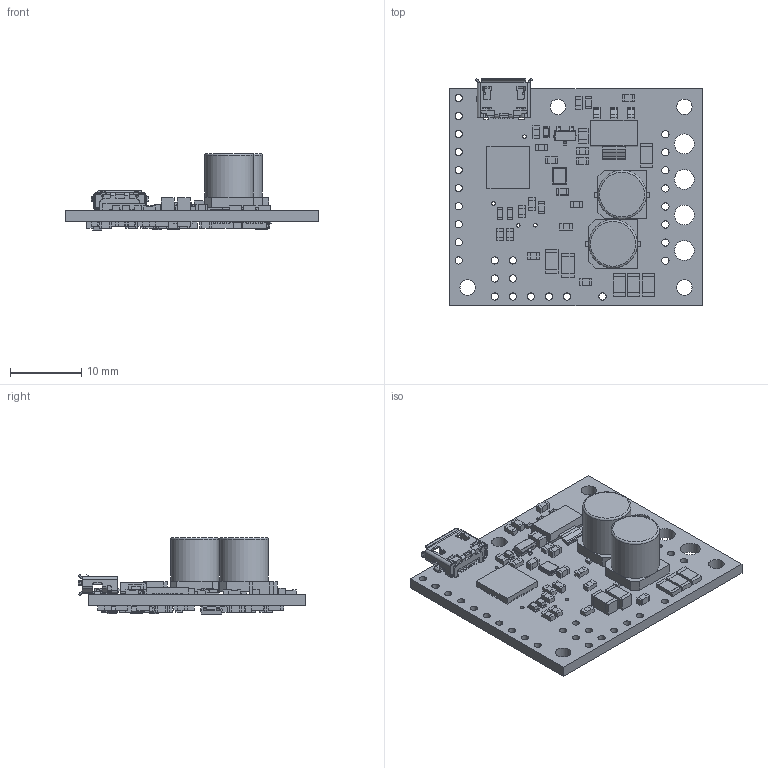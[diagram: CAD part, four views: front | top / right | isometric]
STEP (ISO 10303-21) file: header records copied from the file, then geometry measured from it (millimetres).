
FILE_DESCRIPTION (( 'STEP AP214' ), '1' );
FILE_NAME ('umc05a.step', '2018-04-13T22:12:19', ( '' ), ( '' ), 'SwSTEP 2.0', 'SolidWorks 2016', '' );
FILE_SCHEMA (( 'AUTOMOTIVE_DESIGN' ));
Length unit declared in the file: millimetre
Products named in the file (1): umc05a
Bounding box: 35.56 x 31.95 x 10.77 mm (x, y, z)
Volume: 2498.2 mm3; surface area: 4027.2 mm2
Topology: 1 solids, 1 shells, 2697 faces, 7583 edges, 4897 vertices
Faces by surface type: plane 2099, cylinder 409, bspline 165, torus 14, cone 6, sphere 4
Full cylindrical faces by diameter (mm): 0.25 x1, 0.508 x8, 1.016 x28, 2.184 x4, 2.794 x4, 6.8 x2
Entity records: 121372 total; most frequent: CARTESIAN_POINT 22858, ORIENTED_EDGE 15058, DIRECTION 12833, EDGE_CURVE 7529, LINE 6207, VECTOR 6207, VERTEX_POINT 4896, AXIS2_PLACEMENT_3D 3313
